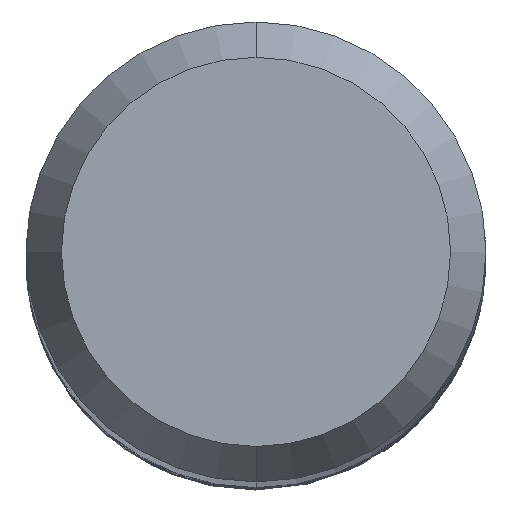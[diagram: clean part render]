
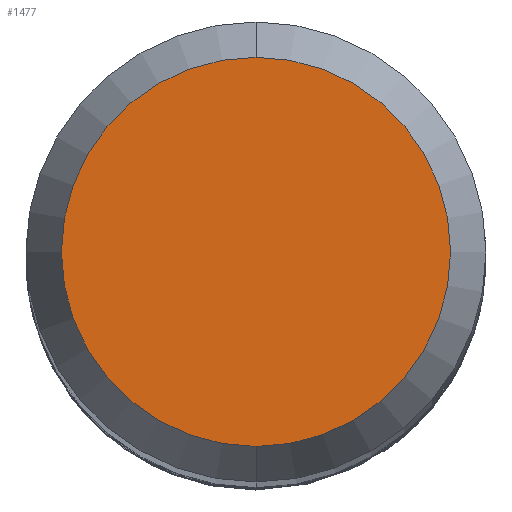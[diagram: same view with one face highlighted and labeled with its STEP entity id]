
A CAD part, top view. The second image highlights one B-rep face of the part: STEP entity #1477.
In plain terms, the highlighted planar face has unit normal (0, 0, 1).
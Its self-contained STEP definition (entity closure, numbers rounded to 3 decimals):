
#663=EDGE_CURVE('',#1125,#1031,#1676,.T.);
#689=EDGE_CURVE('',#1031,#1125,#1703,.T.);
#1031=VERTEX_POINT('',#2076);
#1125=VERTEX_POINT('',#2181);
#1477=ADVANCED_FACE('',(#2563),#2564,.T.);
#1676=CIRCLE('',#4165,2.538);
#1703=CIRCLE('',#4531,2.538);
#2076=CARTESIAN_POINT('',(0.0,2.538,0.0));
#2181=CARTESIAN_POINT('',(0.,-2.538,0.0));
#2563=FACE_OUTER_BOUND('',#15834,.T.);
#2564=PLANE('',#15835);
#4165=AXIS2_PLACEMENT_3D('',#16134,#16135,#16136);
#4531=AXIS2_PLACEMENT_3D('',#16153,#16154,#16155);
#15834=EDGE_LOOP('',(#16976,#16977));
#15835=AXIS2_PLACEMENT_3D('',#16978,#16979,#16980);
#16134=CARTESIAN_POINT('',(0.0,0.0,0.0));
#16135=DIRECTION('',(0.0,0.0,-1.0));
#16136=DIRECTION('',(0.0,1.0,0.0));
#16153=CARTESIAN_POINT('',(0.0,0.0,0.0));
#16154=DIRECTION('',(0.0,0.0,-1.0));
#16155=DIRECTION('',(0.0,1.0,0.0));
#16976=ORIENTED_EDGE('',*,*,#689,.F.);
#16977=ORIENTED_EDGE('',*,*,#663,.F.);
#16978=CARTESIAN_POINT('',(0.0,1.269,0.0));
#16979=DIRECTION('',(-0.0,0.0,1.0));
#16980=DIRECTION('',(0.0,-1.0,0.0));
